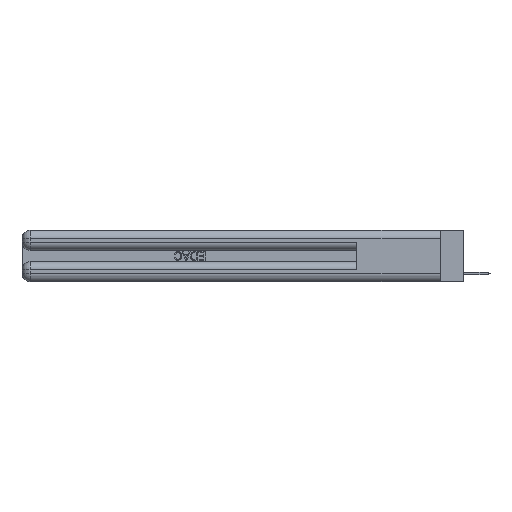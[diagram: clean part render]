
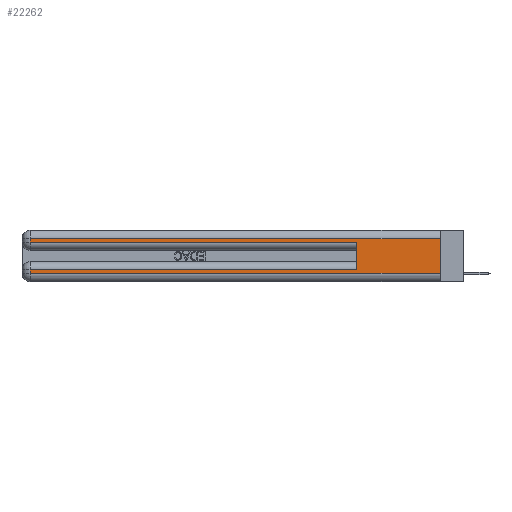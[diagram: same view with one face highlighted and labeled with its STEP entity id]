
A CAD part, left-side view. The second image highlights one B-rep face of the part: STEP entity #22262.
In plain terms, the highlighted planar face has unit normal (-1, 0, 0).
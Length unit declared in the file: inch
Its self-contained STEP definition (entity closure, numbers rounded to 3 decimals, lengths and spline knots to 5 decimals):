
#74 = CARTESIAN_POINT ( 'NONE',  ( 0., 0., 0.31 ) ) ;
#121 = LINE ( 'NONE', #21335, #22640 ) ;
#175 = VECTOR ( 'NONE', #5195, 39.37008 ) ;
#498 = LINE ( 'NONE', #12314, #15913 ) ;
#967 = ORIENTED_EDGE ( 'NONE', *, *, #12370, .T. ) ;
#988 = VECTOR ( 'NONE', #6091, 39.37008 ) ;
#2816 = EDGE_CURVE ( 'NONE', #6259, #18684, #498, .T. ) ;
#3104 = VECTOR ( 'NONE', #26552, 39.37008 ) ;
#3629 = CARTESIAN_POINT ( 'NONE',  ( 0., 0., 0.085 ) ) ;
#3683 = CARTESIAN_POINT ( 'NONE',  ( 0., 0.6, 0.145 ) ) ;
#3855 = PLANE ( 'NONE',  #8991 ) ;
#3923 = CARTESIAN_POINT ( 'NONE',  ( 0., 0., 0.06 ) ) ;
#4017 = VERTEX_POINT ( 'NONE', #18092 ) ;
#4353 = VECTOR ( 'NONE', #16067, 39.37008 ) ;
#4372 = FACE_OUTER_BOUND ( 'NONE', #12286, .T. ) ;
#5195 = DIRECTION ( 'NONE',  ( 0., -1., 0. ) ) ;
#5315 = CARTESIAN_POINT ( 'NONE',  ( 0., 2.94, 0.31 ) ) ;
#5520 = ORIENTED_EDGE ( 'NONE', *, *, #2816, .T. ) ;
#5805 = ORIENTED_EDGE ( 'NONE', *, *, #13053, .F. ) ;
#5847 = VERTEX_POINT ( 'NONE', #14011 ) ;
#5912 = CARTESIAN_POINT ( 'NONE',  ( 0., 2.94, 0.06 ) ) ;
#6091 = DIRECTION ( 'NONE',  ( 0., -1., 0. ) ) ;
#6259 = VERTEX_POINT ( 'NONE', #74 ) ;
#6900 = CARTESIAN_POINT ( 'NONE',  ( 0., 0., 0.285 ) ) ;
#7515 = CARTESIAN_POINT ( 'NONE',  ( 0., 2.94, 0.085 ) ) ;
#8404 = VERTEX_POINT ( 'NONE', #7515 ) ;
#8991 = AXIS2_PLACEMENT_3D ( 'NONE', #18365, #14367, #18273 ) ;
#9727 = VERTEX_POINT ( 'NONE', #5912 ) ;
#10430 = CARTESIAN_POINT ( 'NONE',  ( 0., 0., 0.06 ) ) ;
#10690 = DIRECTION ( 'NONE',  ( 0., 0., -1. ) ) ;
#12126 = CARTESIAN_POINT ( 'NONE',  ( 0., 2.94, 0.37 ) ) ;
#12286 = EDGE_LOOP ( 'NONE', ( #20311, #5520, #21278, #967, #5805, #13668, #25758, #13041 ) ) ;
#12314 = CARTESIAN_POINT ( 'NONE',  ( 0., 0., 0.31 ) ) ;
#12370 = EDGE_CURVE ( 'NONE', #5847, #22016, #15923, .T. ) ;
#13041 = ORIENTED_EDGE ( 'NONE', *, *, #25433, .T. ) ;
#13053 = EDGE_CURVE ( 'NONE', #4017, #22016, #23708, .T. ) ;
#13499 = VECTOR ( 'NONE', #10690, 39.37008 ) ;
#13668 = ORIENTED_EDGE ( 'NONE', *, *, #19614, .T. ) ;
#14011 = CARTESIAN_POINT ( 'NONE',  ( 0., 2.94, 0.285 ) ) ;
#14367 = DIRECTION ( 'NONE',  ( 1., 0., 0. ) ) ;
#15913 = VECTOR ( 'NONE', #16862, 39.37008 ) ;
#15923 = LINE ( 'NONE', #6900, #175 ) ;
#16006 = VERTEX_POINT ( 'NONE', #3923 ) ;
#16042 = LINE ( 'NONE', #23355, #13499 ) ;
#16067 = DIRECTION ( 'NONE',  ( 0., 0., 1. ) ) ;
#16677 = EDGE_CURVE ( 'NONE', #8404, #9727, #16042, .T. ) ;
#16862 = DIRECTION ( 'NONE',  ( 0., 1., 0. ) ) ;
#17090 = DIRECTION ( 'NONE',  ( 0., 0., -1. ) ) ;
#18092 = CARTESIAN_POINT ( 'NONE',  ( 0., 0.6, 0.085 ) ) ;
#18273 = DIRECTION ( 'NONE',  ( 0., 0., -1. ) ) ;
#18365 = CARTESIAN_POINT ( 'NONE',  ( 0., 0., 0.37 ) ) ;
#18620 = DIRECTION ( 'NONE',  ( 0., 1., 0. ) ) ;
#18684 = VERTEX_POINT ( 'NONE', #5315 ) ;
#19614 = EDGE_CURVE ( 'NONE', #4017, #8404, #23821, .T. ) ;
#20311 = ORIENTED_EDGE ( 'NONE', *, *, #23300, .F. ) ;
#20637 = LINE ( 'NONE', #10430, #988 ) ;
#20788 = LINE ( 'NONE', #12126, #3104 ) ;
#21278 = ORIENTED_EDGE ( 'NONE', *, *, #22762, .T. ) ;
#21335 = CARTESIAN_POINT ( 'NONE',  ( 0., 0., 0.37 ) ) ;
#22016 = VERTEX_POINT ( 'NONE', #22435 ) ;
#22262 = ADVANCED_FACE ( 'NONE', ( #4372 ), #3855, .F. ) ;
#22435 = CARTESIAN_POINT ( 'NONE',  ( 0., 0.6, 0.285 ) ) ;
#22640 = VECTOR ( 'NONE', #17090, 39.37008 ) ;
#22762 = EDGE_CURVE ( 'NONE', #18684, #5847, #20788, .T. ) ;
#23300 = EDGE_CURVE ( 'NONE', #6259, #16006, #121, .T. ) ;
#23355 = CARTESIAN_POINT ( 'NONE',  ( 0., 2.94, 0.37 ) ) ;
#23708 = LINE ( 'NONE', #3683, #4353 ) ;
#23821 = LINE ( 'NONE', #3629, #24155 ) ;
#24155 = VECTOR ( 'NONE', #18620, 39.37008 ) ;
#25433 = EDGE_CURVE ( 'NONE', #9727, #16006, #20637, .T. ) ;
#25758 = ORIENTED_EDGE ( 'NONE', *, *, #16677, .T. ) ;
#26552 = DIRECTION ( 'NONE',  ( 0., 0., -1. ) ) ;
